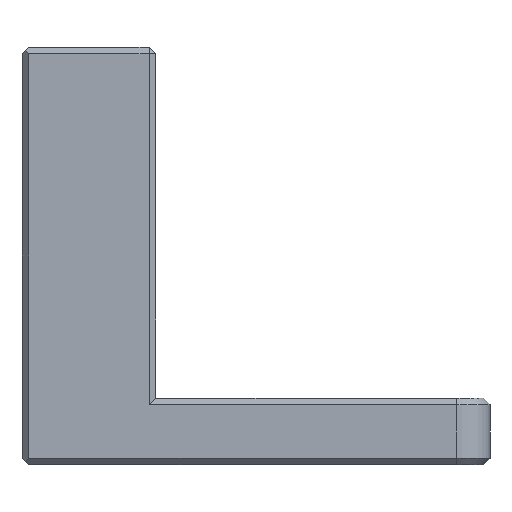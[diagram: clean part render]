
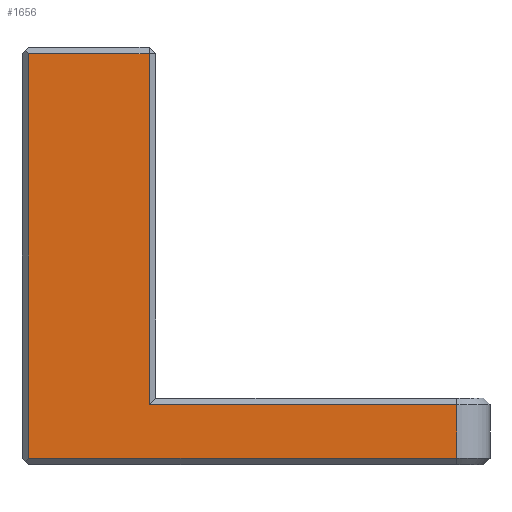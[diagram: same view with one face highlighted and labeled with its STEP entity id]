
A CAD part, left-side view. The second image highlights one B-rep face of the part: STEP entity #1656.
In plain terms, the highlighted planar face has unit normal (-1, 0, 0).
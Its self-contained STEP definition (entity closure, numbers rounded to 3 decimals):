
#103 = DIRECTION ( 'NONE',  ( 0., 0., -1. ) ) ;
#127 = VERTEX_POINT ( 'NONE', #1077 ) ;
#226 = EDGE_CURVE ( 'NONE', #895, #1263, #338, .T. ) ;
#246 = VECTOR ( 'NONE', #724, 1000. ) ;
#276 = VECTOR ( 'NONE', #368, 1000. ) ;
#281 = VECTOR ( 'NONE', #103, 1000. ) ;
#304 = LINE ( 'NONE', #901, #563 ) ;
#338 = LINE ( 'NONE', #1727, #276 ) ;
#352 = ORIENTED_EDGE ( 'NONE', *, *, #926, .T. ) ;
#368 = DIRECTION ( 'NONE',  ( 0., 1., 0. ) ) ;
#417 = CARTESIAN_POINT ( 'NONE',  ( -5.75, -18., -12.5 ) ) ;
#446 = CARTESIAN_POINT ( 'NONE',  ( -5.75, 0.4, 12.1 ) ) ;
#463 = ORIENTED_EDGE ( 'NONE', *, *, #1898, .T. ) ;
#471 = CARTESIAN_POINT ( 'NONE',  ( -5.75, -18., -12.1 ) ) ;
#475 = EDGE_CURVE ( 'NONE', #127, #607, #573, .T. ) ;
#496 = ORIENTED_EDGE ( 'NONE', *, *, #1735, .T. ) ;
#502 = AXIS2_PLACEMENT_3D ( 'NONE', #794, #942, #1546 ) ;
#538 = EDGE_CURVE ( 'NONE', #607, #1385, #1753, .T. ) ;
#563 = VECTOR ( 'NONE', #603, 1000. ) ;
#573 = LINE ( 'NONE', #1183, #246 ) ;
#603 = DIRECTION ( 'NONE',  ( 0., 1., 0. ) ) ;
#604 = LINE ( 'NONE', #1216, #676 ) ;
#607 = VERTEX_POINT ( 'NONE', #471 ) ;
#676 = VECTOR ( 'NONE', #1814, 1000. ) ;
#689 = CARTESIAN_POINT ( 'NONE',  ( -5.75, -18., -8.9 ) ) ;
#716 = ORIENTED_EDGE ( 'NONE', *, *, #226, .T. ) ;
#724 = DIRECTION ( 'NONE',  ( 0., -1., 0. ) ) ;
#765 = EDGE_LOOP ( 'NONE', ( #935, #463, #352, #716, #496, #1238 ) ) ;
#766 = CARTESIAN_POINT ( 'NONE',  ( -5.75, 7.6, 12.1 ) ) ;
#794 = CARTESIAN_POINT ( 'NONE',  ( -5.75, 8., -12.5 ) ) ;
#895 = VERTEX_POINT ( 'NONE', #446 ) ;
#901 = CARTESIAN_POINT ( 'NONE',  ( -5.75, 8., -8.9 ) ) ;
#926 = EDGE_CURVE ( 'NONE', #1821, #895, #604, .T. ) ;
#935 = ORIENTED_EDGE ( 'NONE', *, *, #538, .T. ) ;
#942 = DIRECTION ( 'NONE',  ( 1., 0., 0. ) ) ;
#1077 = CARTESIAN_POINT ( 'NONE',  ( -5.75, 7.6, -12.1 ) ) ;
#1078 = PLANE ( 'NONE',  #502 ) ;
#1130 = CARTESIAN_POINT ( 'NONE',  ( -5.75, 7.6, -12.5 ) ) ;
#1183 = CARTESIAN_POINT ( 'NONE',  ( -5.75, 8., -12.1 ) ) ;
#1216 = CARTESIAN_POINT ( 'NONE',  ( -5.75, 0.4, -12.5 ) ) ;
#1238 = ORIENTED_EDGE ( 'NONE', *, *, #475, .T. ) ;
#1263 = VERTEX_POINT ( 'NONE', #766 ) ;
#1268 = FACE_OUTER_BOUND ( 'NONE', #765, .T. ) ;
#1284 = VECTOR ( 'NONE', #1626, 1000. ) ;
#1385 = VERTEX_POINT ( 'NONE', #689 ) ;
#1515 = CARTESIAN_POINT ( 'NONE',  ( -5.75, 0.4, -8.9 ) ) ;
#1546 = DIRECTION ( 'NONE',  ( 0., 0., -1. ) ) ;
#1614 = LINE ( 'NONE', #1130, #281 ) ;
#1626 = DIRECTION ( 'NONE',  ( 0., 0., 1. ) ) ;
#1656 = ADVANCED_FACE ( 'NONE', ( #1268 ), #1078, .F. ) ;
#1727 = CARTESIAN_POINT ( 'NONE',  ( -5.75, 8., 12.1 ) ) ;
#1735 = EDGE_CURVE ( 'NONE', #1263, #127, #1614, .T. ) ;
#1753 = LINE ( 'NONE', #417, #1284 ) ;
#1814 = DIRECTION ( 'NONE',  ( 0., 0., 1. ) ) ;
#1821 = VERTEX_POINT ( 'NONE', #1515 ) ;
#1898 = EDGE_CURVE ( 'NONE', #1385, #1821, #304, .T. ) ;
